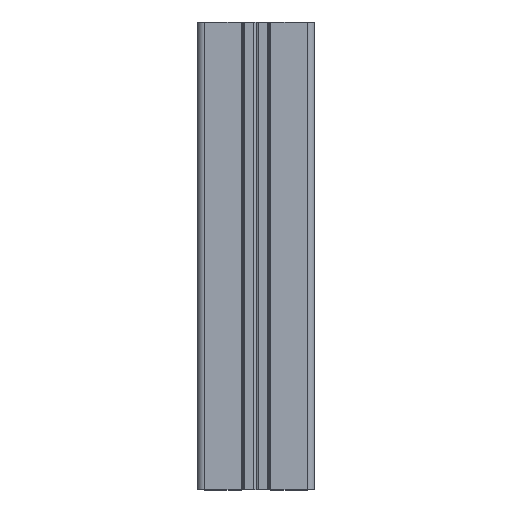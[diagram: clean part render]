
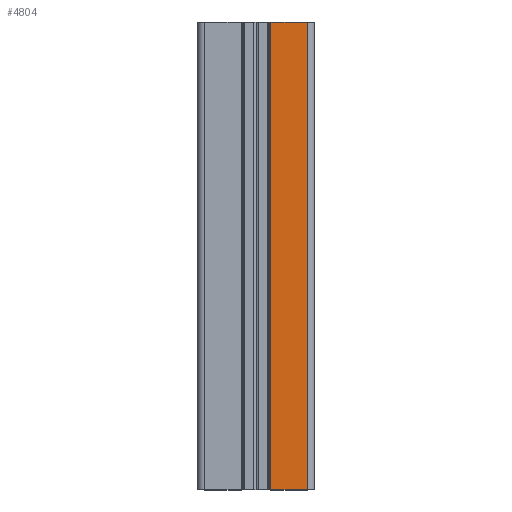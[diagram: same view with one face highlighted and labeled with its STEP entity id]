
A CAD part, top view. The second image highlights one B-rep face of the part: STEP entity #4804.
In plain terms, the highlighted planar face has unit normal (0, 0, 1).
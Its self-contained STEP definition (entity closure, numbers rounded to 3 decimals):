
#448=FACE_OUTER_BOUND('',#694,.T.);
#694=EDGE_LOOP('',(#3499,#3500,#3501,#3502));
#1059=LINE('',#7468,#1575);
#1060=LINE('',#7472,#1576);
#1061=LINE('',#7474,#1577);
#1062=LINE('',#7475,#1578);
#1575=VECTOR('',#6009,200.);
#1576=VECTOR('',#6014,15.7);
#1577=VECTOR('',#6015,200.);
#1578=VECTOR('',#6016,15.7);
#2091=VERTEX_POINT('',#7465);
#2092=VERTEX_POINT('',#7467);
#2093=VERTEX_POINT('',#7471);
#2094=VERTEX_POINT('',#7473);
#2672=EDGE_CURVE('',#2091,#2092,#1059,.T.);
#2674=EDGE_CURVE('',#2091,#2093,#1060,.T.);
#2675=EDGE_CURVE('',#2093,#2094,#1061,.T.);
#2676=EDGE_CURVE('',#2092,#2094,#1062,.T.);
#3499=ORIENTED_EDGE('',*,*,#2674,.T.);
#3500=ORIENTED_EDGE('',*,*,#2675,.T.);
#3501=ORIENTED_EDGE('',*,*,#2676,.F.);
#3502=ORIENTED_EDGE('',*,*,#2672,.F.);
#4619=PLANE('',#5146);
#4804=ADVANCED_FACE('',(#448),#4619,.T.);
#5146=AXIS2_PLACEMENT_3D('',#7470,#6012,#6013);
#6009=DIRECTION('',(0.,-1.,0.));
#6012=DIRECTION('center_axis',(0.,0.,1.));
#6013=DIRECTION('ref_axis',(1.,0.,0.));
#6014=DIRECTION('',(-1.,0.,0.));
#6015=DIRECTION('',(0.,-1.,0.));
#6016=DIRECTION('',(-1.,0.,0.));
#7465=CARTESIAN_POINT('',(22.,200.,25.));
#7467=CARTESIAN_POINT('',(22.,0.,25.));
#7468=CARTESIAN_POINT('',(22.,0.,25.));
#7470=CARTESIAN_POINT('Origin',(6.3,0.,25.));
#7471=CARTESIAN_POINT('',(6.3,200.,25.));
#7472=CARTESIAN_POINT('',(3.15,200.,25.));
#7473=CARTESIAN_POINT('',(6.3,0.,25.));
#7474=CARTESIAN_POINT('',(6.3,0.,25.));
#7475=CARTESIAN_POINT('',(3.15,0.,25.));
